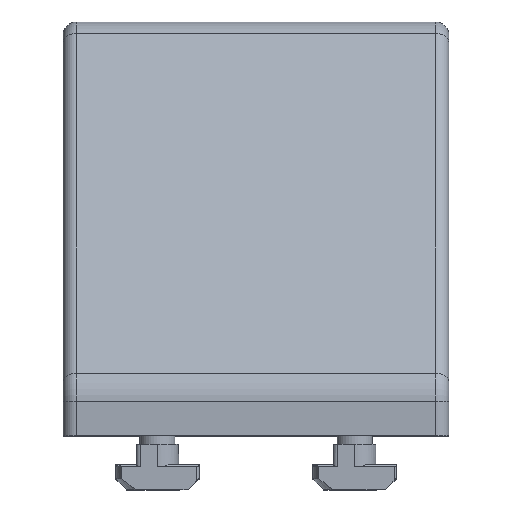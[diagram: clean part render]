
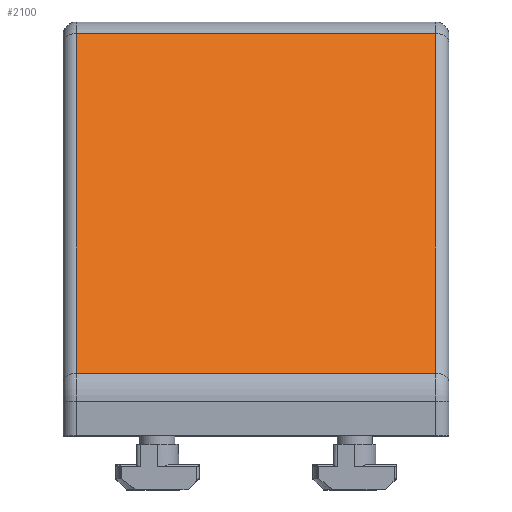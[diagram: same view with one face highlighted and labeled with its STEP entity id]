
A CAD part, top view. The second image highlights one B-rep face of the part: STEP entity #2100.
In plain terms, the highlighted face is planar.
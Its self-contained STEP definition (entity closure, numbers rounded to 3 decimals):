
#2100=ADVANCED_FACE('',(#2303),#2304,.T.);
#2303=FACE_OUTER_BOUND('',#2725,.T.);
#2304=PLANE('',#2726);
#2725=EDGE_LOOP('',(#3183,#3184,#3185,#3186));
#2726=AXIS2_PLACEMENT_3D('',#3187,#3188,#3189);
#3183=ORIENTED_EDGE('',*,*,#4849,.T.);
#3184=ORIENTED_EDGE('',*,*,#4850,.T.);
#3185=ORIENTED_EDGE('',*,*,#4851,.T.);
#3186=ORIENTED_EDGE('',*,*,#4852,.T.);
#3187=CARTESIAN_POINT('',(94.5,11.564,-44.0));
#3188=DIRECTION('',(0.707,0.707,0.0));
#3189=DIRECTION('',(-0.707,0.707,0.0));
#4849=EDGE_CURVE('',#5403,#5399,#5404,.T.);
#4850=EDGE_CURVE('',#5399,#5405,#5406,.F.);
#4851=EDGE_CURVE('',#5405,#5407,#5408,.F.);
#4852=EDGE_CURVE('',#5407,#5403,#5409,.T.);
#5399=VERTEX_POINT('',#6308);
#5403=VERTEX_POINT('',#6312);
#5404=LINE('',#6313,#6314);
#5405=VERTEX_POINT('',#6315);
#5406=LINE('',#6316,#6317);
#5407=VERTEX_POINT('',#6318);
#5408=LINE('',#6319,#6320);
#5409=LINE('',#6321,#6322);
#6308=CARTESIAN_POINT('',(14.2,91.864,41.0));
#6312=CARTESIAN_POINT('',(14.2,91.864,-41.0));
#6313=CARTESIAN_POINT('',(14.2,91.864,-44.0));
#6314=VECTOR('',#7693,1.0);
#6315=CARTESIAN_POINT('',(91.864,14.2,41.0));
#6316=CARTESIAN_POINT('',(91.864,14.2,41.0));
#6317=VECTOR('',#7694,1.0);
#6318=CARTESIAN_POINT('',(91.864,14.2,-41.0));
#6319=CARTESIAN_POINT('',(91.864,14.2,-44.0));
#6320=VECTOR('',#7695,1.0);
#6321=CARTESIAN_POINT('',(94.5,11.564,-41.0));
#6322=VECTOR('',#7696,1.0);
#7693=DIRECTION('',(0.0,0.0,1.0));
#7694=DIRECTION('',(-0.707,0.707,0.0));
#7695=DIRECTION('',(0.0,0.0,1.0));
#7696=DIRECTION('',(-0.707,0.707,0.0));
